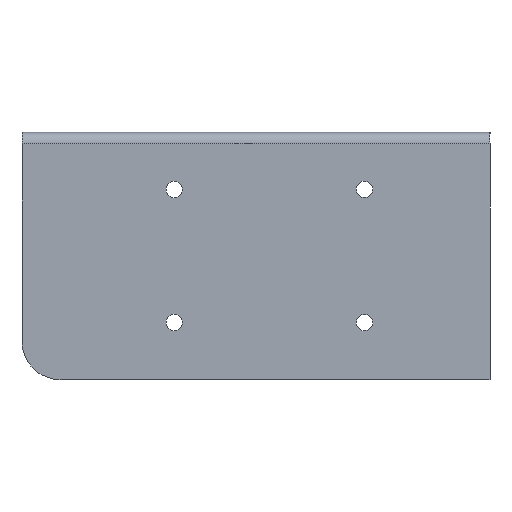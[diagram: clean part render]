
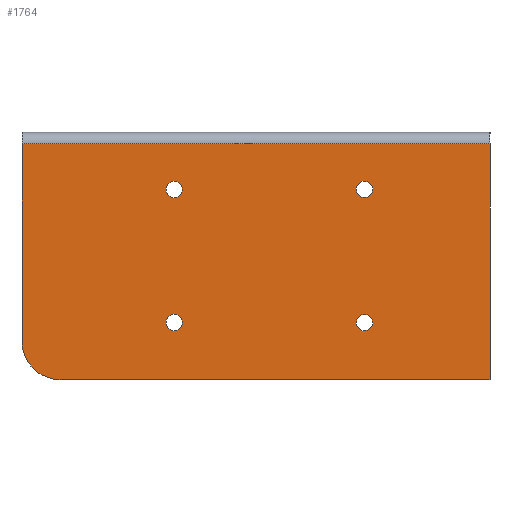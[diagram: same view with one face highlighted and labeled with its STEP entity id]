
A CAD part, front view. The second image highlights one B-rep face of the part: STEP entity #1764.
In plain terms, the highlighted planar face has unit normal (0, -1, 0).
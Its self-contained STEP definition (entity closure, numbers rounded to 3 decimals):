
#7 = EDGE_CURVE ( 'NONE', #686, #1330, #1888, .T. ) ;
#39 = CARTESIAN_POINT ( 'NONE',  ( -176., -51.25, -47.85 ) ) ;
#45 = CARTESIAN_POINT ( 'NONE',  ( -226., -51.25, -15. ) ) ;
#74 = LINE ( 'NONE', #721, #235 ) ;
#114 = DIRECTION ( 'NONE',  ( 0., -1., 0. ) ) ;
#124 = CIRCLE ( 'NONE', #663, 2.15 ) ;
#125 = ORIENTED_EDGE ( 'NONE', *, *, #1186, .T. ) ;
#126 = AXIS2_PLACEMENT_3D ( 'NONE', #1903, #1116, #142 ) ;
#142 = DIRECTION ( 'NONE',  ( 0., 0., -1. ) ) ;
#145 = ORIENTED_EDGE ( 'NONE', *, *, #317, .T. ) ;
#156 = CIRCLE ( 'NONE', #832, 2.15 ) ;
#170 = ORIENTED_EDGE ( 'NONE', *, *, #1972, .F. ) ;
#180 = EDGE_CURVE ( 'NONE', #1824, #608, #74, .T. ) ;
#235 = VECTOR ( 'NONE', #1210, 1000. ) ;
#239 = EDGE_CURVE ( 'NONE', #1744, #1483, #1077, .T. ) ;
#305 = EDGE_CURVE ( 'NONE', #1824, #950, #1244, .T. ) ;
#317 = EDGE_CURVE ( 'NONE', #670, #1742, #868, .T. ) ;
#374 = CARTESIAN_POINT ( 'NONE',  ( -266., -51.25, -55. ) ) ;
#394 = CARTESIAN_POINT ( 'NONE',  ( 266., -51.25, -65. ) ) ;
#425 = ORIENTED_EDGE ( 'NONE', *, *, #678, .T. ) ;
#448 = CARTESIAN_POINT ( 'NONE',  ( -176., -51.25, -15. ) ) ;
#464 = AXIS2_PLACEMENT_3D ( 'NONE', #448, #2036, #1091 ) ;
#466 = FACE_BOUND ( 'NONE', #2039, .T. ) ;
#488 = ORIENTED_EDGE ( 'NONE', *, *, #2074, .T. ) ;
#500 = DIRECTION ( 'NONE',  ( 0., 1., 0. ) ) ;
#511 = DIRECTION ( 'NONE',  ( 0., 0., 1. ) ) ;
#578 = DIRECTION ( 'NONE',  ( 0., 1., 0. ) ) ;
#592 = VERTEX_POINT ( 'NONE', #1398 ) ;
#608 = VERTEX_POINT ( 'NONE', #954 ) ;
#623 = FACE_BOUND ( 'NONE', #1685, .T. ) ;
#627 = EDGE_CURVE ( 'NONE', #1330, #686, #893, .T. ) ;
#663 = AXIS2_PLACEMENT_3D ( 'NONE', #1466, #1194, #1488 ) ;
#666 = VECTOR ( 'NONE', #1560, 1000. ) ;
#670 = VERTEX_POINT ( 'NONE', #698 ) ;
#673 = CARTESIAN_POINT ( 'NONE',  ( -176., -51.25, -52.15 ) ) ;
#678 = EDGE_CURVE ( 'NONE', #1483, #608, #709, .T. ) ;
#686 = VERTEX_POINT ( 'NONE', #39 ) ;
#698 = CARTESIAN_POINT ( 'NONE',  ( -226., -51.25, -52.15 ) ) ;
#709 = LINE ( 'NONE', #1328, #736 ) ;
#721 = CARTESIAN_POINT ( 'NONE',  ( -266., -51.25, 0. ) ) ;
#727 = DIRECTION ( 'NONE',  ( 0., 0., -1. ) ) ;
#736 = VECTOR ( 'NONE', #844, 1000. ) ;
#744 = ORIENTED_EDGE ( 'NONE', *, *, #305, .T. ) ;
#832 = AXIS2_PLACEMENT_3D ( 'NONE', #1968, #1442, #511 ) ;
#844 = DIRECTION ( 'NONE',  ( -1., 0., 0. ) ) ;
#855 = ORIENTED_EDGE ( 'NONE', *, *, #1197, .T. ) ;
#868 = CIRCLE ( 'NONE', #1177, 2.15 ) ;
#872 = EDGE_CURVE ( 'NONE', #1798, #2073, #1298, .T. ) ;
#879 = CARTESIAN_POINT ( 'NONE',  ( -176., -51.25, -15. ) ) ;
#880 = VERTEX_POINT ( 'NONE', #1209 ) ;
#893 = CIRCLE ( 'NONE', #1701, 2.15 ) ;
#944 = DIRECTION ( 'NONE',  ( 0., 1., 0. ) ) ;
#950 = VERTEX_POINT ( 'NONE', #1142 ) ;
#954 = CARTESIAN_POINT ( 'NONE',  ( -266., -51.25, -3. ) ) ;
#957 = ORIENTED_EDGE ( 'NONE', *, *, #627, .T. ) ;
#968 = AXIS2_PLACEMENT_3D ( 'NONE', #879, #1524, #1375 ) ;
#1003 = EDGE_LOOP ( 'NONE', ( #488, #2070 ) ) ;
#1008 = CARTESIAN_POINT ( 'NONE',  ( -143., -51.25, -3. ) ) ;
#1077 = LINE ( 'NONE', #1389, #666 ) ;
#1088 = DIRECTION ( 'NONE',  ( 0., 0., 1. ) ) ;
#1091 = DIRECTION ( 'NONE',  ( 0., 0., 1. ) ) ;
#1098 = DIRECTION ( 'NONE',  ( 0., 0., 1. ) ) ;
#1116 = DIRECTION ( 'NONE',  ( 0., -1., 0. ) ) ;
#1118 = ORIENTED_EDGE ( 'NONE', *, *, #180, .F. ) ;
#1123 = CARTESIAN_POINT ( 'NONE',  ( -226., -51.25, -47.85 ) ) ;
#1142 = CARTESIAN_POINT ( 'NONE',  ( -256., -51.25, -65. ) ) ;
#1146 = DIRECTION ( 'NONE',  ( 0., 0., 1. ) ) ;
#1177 = AXIS2_PLACEMENT_3D ( 'NONE', #1892, #578, #1098 ) ;
#1186 = EDGE_CURVE ( 'NONE', #592, #880, #1401, .T. ) ;
#1194 = DIRECTION ( 'NONE',  ( 0., 1., 0. ) ) ;
#1197 = EDGE_CURVE ( 'NONE', #880, #592, #124, .T. ) ;
#1200 = LINE ( 'NONE', #394, #1407 ) ;
#1209 = CARTESIAN_POINT ( 'NONE',  ( -226., -51.25, -17.15 ) ) ;
#1210 = DIRECTION ( 'NONE',  ( 0., 0., 1. ) ) ;
#1232 = FACE_BOUND ( 'NONE', #1944, .T. ) ;
#1244 = CIRCLE ( 'NONE', #1645, 10. ) ;
#1261 = FACE_BOUND ( 'NONE', #1003, .T. ) ;
#1274 = CARTESIAN_POINT ( 'NONE',  ( -143., -51.25, -65. ) ) ;
#1298 = CIRCLE ( 'NONE', #464, 2.15 ) ;
#1328 = CARTESIAN_POINT ( 'NONE',  ( 266., -51.25, -3. ) ) ;
#1330 = VERTEX_POINT ( 'NONE', #673 ) ;
#1375 = DIRECTION ( 'NONE',  ( 0., 0., 1. ) ) ;
#1389 = CARTESIAN_POINT ( 'NONE',  ( -143., -51.25, -65. ) ) ;
#1398 = CARTESIAN_POINT ( 'NONE',  ( -226., -51.25, -12.85 ) ) ;
#1401 = CIRCLE ( 'NONE', #1879, 2.15 ) ;
#1407 = VECTOR ( 'NONE', #1514, 1000. ) ;
#1442 = DIRECTION ( 'NONE',  ( 0., 1., 0. ) ) ;
#1466 = CARTESIAN_POINT ( 'NONE',  ( -226., -51.25, -15. ) ) ;
#1483 = VERTEX_POINT ( 'NONE', #1008 ) ;
#1488 = DIRECTION ( 'NONE',  ( 0., 0., 1. ) ) ;
#1514 = DIRECTION ( 'NONE',  ( -1., 0., 0. ) ) ;
#1524 = DIRECTION ( 'NONE',  ( 0., 1., 0. ) ) ;
#1560 = DIRECTION ( 'NONE',  ( 0., 0., 1. ) ) ;
#1611 = AXIS2_PLACEMENT_3D ( 'NONE', #1967, #500, #1146 ) ;
#1645 = AXIS2_PLACEMENT_3D ( 'NONE', #1689, #114, #727 ) ;
#1646 = DIRECTION ( 'NONE',  ( 0., 0., 1. ) ) ;
#1685 = EDGE_LOOP ( 'NONE', ( #1834, #145 ) ) ;
#1689 = CARTESIAN_POINT ( 'NONE',  ( -256., -51.25, -55. ) ) ;
#1694 = CARTESIAN_POINT ( 'NONE',  ( -176., -51.25, -12.85 ) ) ;
#1701 = AXIS2_PLACEMENT_3D ( 'NONE', #1741, #944, #1088 ) ;
#1739 = ORIENTED_EDGE ( 'NONE', *, *, #7, .T. ) ;
#1741 = CARTESIAN_POINT ( 'NONE',  ( -176., -51.25, -50. ) ) ;
#1742 = VERTEX_POINT ( 'NONE', #1123 ) ;
#1744 = VERTEX_POINT ( 'NONE', #1274 ) ;
#1764 = ADVANCED_FACE ( 'NONE', ( #2071, #1232, #623, #1261, #466 ), #1917, .T. ) ;
#1779 = ORIENTED_EDGE ( 'NONE', *, *, #239, .T. ) ;
#1791 = CARTESIAN_POINT ( 'NONE',  ( -176., -51.25, -17.15 ) ) ;
#1798 = VERTEX_POINT ( 'NONE', #1791 ) ;
#1824 = VERTEX_POINT ( 'NONE', #374 ) ;
#1828 = DIRECTION ( 'NONE',  ( 0., 1., 0. ) ) ;
#1834 = ORIENTED_EDGE ( 'NONE', *, *, #1851, .T. ) ;
#1851 = EDGE_CURVE ( 'NONE', #1742, #670, #156, .T. ) ;
#1879 = AXIS2_PLACEMENT_3D ( 'NONE', #45, #1828, #1646 ) ;
#1888 = CIRCLE ( 'NONE', #1611, 2.15 ) ;
#1892 = CARTESIAN_POINT ( 'NONE',  ( -226., -51.25, -50. ) ) ;
#1903 = CARTESIAN_POINT ( 'NONE',  ( 266., -51.25, 0. ) ) ;
#1917 = PLANE ( 'NONE',  #126 ) ;
#1944 = EDGE_LOOP ( 'NONE', ( #1739, #957 ) ) ;
#1967 = CARTESIAN_POINT ( 'NONE',  ( -176., -51.25, -50. ) ) ;
#1968 = CARTESIAN_POINT ( 'NONE',  ( -226., -51.25, -50. ) ) ;
#1972 = EDGE_CURVE ( 'NONE', #1744, #950, #1200, .T. ) ;
#2012 = EDGE_LOOP ( 'NONE', ( #1779, #425, #1118, #744, #170 ) ) ;
#2036 = DIRECTION ( 'NONE',  ( 0., 1., 0. ) ) ;
#2039 = EDGE_LOOP ( 'NONE', ( #125, #855 ) ) ;
#2070 = ORIENTED_EDGE ( 'NONE', *, *, #872, .T. ) ;
#2071 = FACE_OUTER_BOUND ( 'NONE', #2012, .T. ) ;
#2073 = VERTEX_POINT ( 'NONE', #1694 ) ;
#2074 = EDGE_CURVE ( 'NONE', #2073, #1798, #2086, .T. ) ;
#2086 = CIRCLE ( 'NONE', #968, 2.15 ) ;
